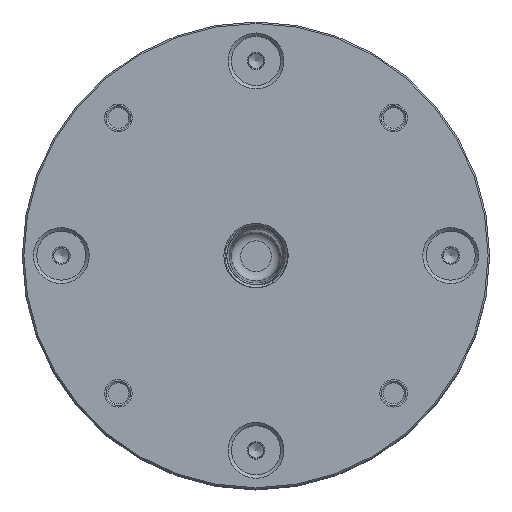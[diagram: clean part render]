
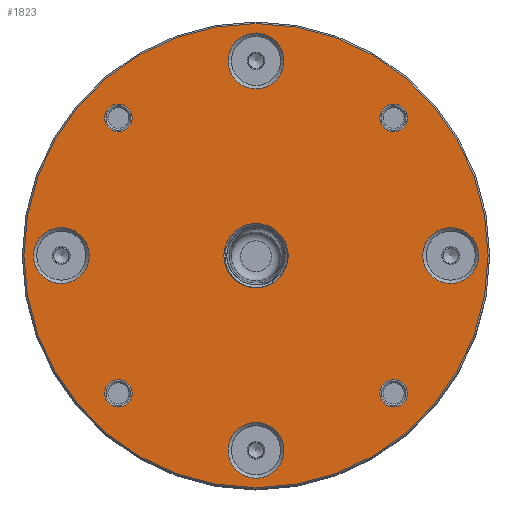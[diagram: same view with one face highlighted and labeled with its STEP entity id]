
A CAD part, top view. The second image highlights one B-rep face of the part: STEP entity #1823.
In plain terms, the highlighted planar face has unit normal (0, 0, 1).
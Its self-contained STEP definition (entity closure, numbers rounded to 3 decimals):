
#1380=PLANE('',#8009);
#1823=ADVANCED_FACE('',(#2384,#2385,#2386,#2387,#2388,#2389,#2390,#2391,
#2392,#2393),#1380,.T.);
#2384=FACE_BOUND('',#3127,.T.);
#2385=FACE_BOUND('',#3128,.T.);
#2386=FACE_BOUND('',#3129,.T.);
#2387=FACE_BOUND('',#3130,.T.);
#2388=FACE_BOUND('',#3131,.T.);
#2389=FACE_BOUND('',#3132,.T.);
#2390=FACE_BOUND('',#3133,.T.);
#2391=FACE_BOUND('',#3134,.T.);
#2392=FACE_BOUND('',#3135,.T.);
#2393=FACE_BOUND('',#3136,.T.);
#3127=EDGE_LOOP('',(#4671,#4672));
#3128=EDGE_LOOP('',(#4673));
#3129=EDGE_LOOP('',(#4674));
#3130=EDGE_LOOP('',(#4675));
#3131=EDGE_LOOP('',(#4676));
#3132=EDGE_LOOP('',(#4677));
#3133=EDGE_LOOP('',(#4678));
#3134=EDGE_LOOP('',(#4679));
#3135=EDGE_LOOP('',(#4680));
#3136=EDGE_LOOP('',(#4681));
#4671=ORIENTED_EDGE('',*,*,#6335,.T.);
#4672=ORIENTED_EDGE('',*,*,#6336,.T.);
#4673=ORIENTED_EDGE('',*,*,#6337,.T.);
#4674=ORIENTED_EDGE('',*,*,#6338,.T.);
#4675=ORIENTED_EDGE('',*,*,#6339,.T.);
#4676=ORIENTED_EDGE('',*,*,#6340,.T.);
#4677=ORIENTED_EDGE('',*,*,#6341,.T.);
#4678=ORIENTED_EDGE('',*,*,#6342,.T.);
#4679=ORIENTED_EDGE('',*,*,#6343,.T.);
#4680=ORIENTED_EDGE('',*,*,#6344,.T.);
#4681=ORIENTED_EDGE('',*,*,#6345,.T.);
#5532=VERTEX_POINT('',#12301);
#5533=VERTEX_POINT('',#12302);
#5534=VERTEX_POINT('',#12305);
#5535=VERTEX_POINT('',#12307);
#5536=VERTEX_POINT('',#12309);
#5537=VERTEX_POINT('',#12311);
#5538=VERTEX_POINT('',#12313);
#5539=VERTEX_POINT('',#12315);
#5540=VERTEX_POINT('',#12317);
#5541=VERTEX_POINT('',#12319);
#5542=VERTEX_POINT('',#12321);
#6335=EDGE_CURVE('',#5532,#5533,#7011,.T.);
#6336=EDGE_CURVE('',#5533,#5532,#7012,.T.);
#6337=EDGE_CURVE('',#5534,#5534,#7013,.T.);
#6338=EDGE_CURVE('',#5535,#5535,#7014,.T.);
#6339=EDGE_CURVE('',#5536,#5536,#7015,.T.);
#6340=EDGE_CURVE('',#5537,#5537,#7016,.T.);
#6341=EDGE_CURVE('',#5538,#5538,#7017,.T.);
#6342=EDGE_CURVE('',#5539,#5539,#7018,.T.);
#6343=EDGE_CURVE('',#5540,#5540,#7019,.T.);
#6344=EDGE_CURVE('',#5541,#5541,#7020,.T.);
#6345=EDGE_CURVE('',#5542,#5542,#7021,.T.);
#7011=CIRCLE('',#7998,10.478);
#7012=CIRCLE('',#7999,10.478);
#7013=CIRCLE('',#8000,4.5);
#7014=CIRCLE('',#8001,9.125);
#7015=CIRCLE('',#8002,4.5);
#7016=CIRCLE('',#8003,9.125);
#7017=CIRCLE('',#8004,4.5);
#7018=CIRCLE('',#8005,9.125);
#7019=CIRCLE('',#8006,4.5);
#7020=CIRCLE('',#8007,9.125);
#7021=CIRCLE('',#8008,75.7);
#7998=AXIS2_PLACEMENT_3D('',#12300,#10134,#10135);
#7999=AXIS2_PLACEMENT_3D('',#12303,#10136,#10137);
#8000=AXIS2_PLACEMENT_3D('',#12304,#10138,#10139);
#8001=AXIS2_PLACEMENT_3D('',#12306,#10140,#10141);
#8002=AXIS2_PLACEMENT_3D('',#12308,#10142,#10143);
#8003=AXIS2_PLACEMENT_3D('',#12310,#10144,#10145);
#8004=AXIS2_PLACEMENT_3D('',#12312,#10146,#10147);
#8005=AXIS2_PLACEMENT_3D('',#12314,#10148,#10149);
#8006=AXIS2_PLACEMENT_3D('',#12316,#10150,#10151);
#8007=AXIS2_PLACEMENT_3D('',#12318,#10152,#10153);
#8008=AXIS2_PLACEMENT_3D('',#12320,#10154,#10155);
#8009=AXIS2_PLACEMENT_3D('',#12322,#10156,#10157);
#10134=DIRECTION('',(0.,0.,-1.));
#10135=DIRECTION('',(1.,0.,0.));
#10136=DIRECTION('',(0.,0.,-1.));
#10137=DIRECTION('',(1.,0.,0.));
#10138=DIRECTION('',(0.,0.,-1.));
#10139=DIRECTION('',(-1.,0.,0.));
#10140=DIRECTION('',(0.,0.,-1.));
#10141=DIRECTION('',(-1.,0.,0.));
#10142=DIRECTION('',(0.,0.,-1.));
#10143=DIRECTION('',(-1.,0.,0.));
#10144=DIRECTION('',(0.,0.,-1.));
#10145=DIRECTION('',(-1.,0.,0.));
#10146=DIRECTION('',(0.,0.,-1.));
#10147=DIRECTION('',(-1.,0.,0.));
#10148=DIRECTION('',(0.,0.,-1.));
#10149=DIRECTION('',(-1.,0.,0.));
#10150=DIRECTION('',(0.,0.,-1.));
#10151=DIRECTION('',(-1.,0.,0.));
#10152=DIRECTION('',(0.,0.,-1.));
#10153=DIRECTION('',(-1.,0.,0.));
#10154=DIRECTION('',(0.,0.,1.));
#10155=DIRECTION('',(1.,0.,0.));
#10156=DIRECTION('',(0.,0.,1.));
#10157=DIRECTION('',(1.,0.,0.));
#12300=CARTESIAN_POINT('',(0.,0.,133.));
#12301=CARTESIAN_POINT('',(3.025,-10.031,133.));
#12302=CARTESIAN_POINT('',(10.422,1.082,133.));
#12303=CARTESIAN_POINT('',(0.,0.,133.));
#12304=CARTESIAN_POINT('',(-44.901,44.901,133.));
#12305=CARTESIAN_POINT('',(-49.401,44.901,133.));
#12306=CARTESIAN_POINT('',(0.,63.5,133.));
#12307=CARTESIAN_POINT('',(-9.125,63.5,133.));
#12308=CARTESIAN_POINT('',(44.901,44.901,133.));
#12309=CARTESIAN_POINT('',(40.401,44.901,133.));
#12310=CARTESIAN_POINT('',(63.5,0.,133.));
#12311=CARTESIAN_POINT('',(54.375,0.,133.));
#12312=CARTESIAN_POINT('',(44.901,-44.901,133.));
#12313=CARTESIAN_POINT('',(40.401,-44.901,133.));
#12314=CARTESIAN_POINT('',(0.,-63.5,133.));
#12315=CARTESIAN_POINT('',(-9.125,-63.5,133.));
#12316=CARTESIAN_POINT('',(-44.901,-44.901,133.));
#12317=CARTESIAN_POINT('',(-49.401,-44.901,133.));
#12318=CARTESIAN_POINT('',(-63.5,0.,133.));
#12319=CARTESIAN_POINT('',(-72.625,0.,133.));
#12320=CARTESIAN_POINT('',(0.,0.,133.));
#12321=CARTESIAN_POINT('',(75.7,0.,133.));
#12322=CARTESIAN_POINT('',(0.,0.,133.));
